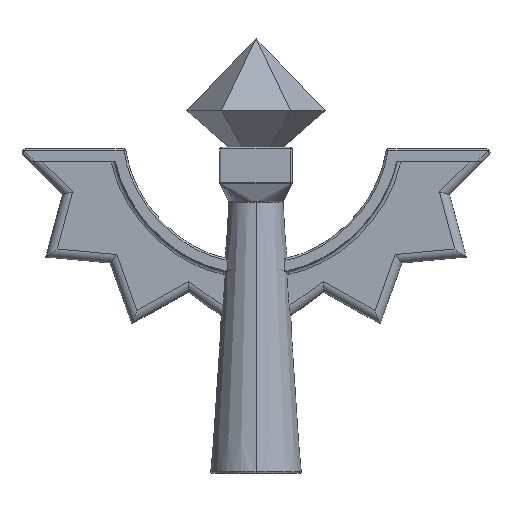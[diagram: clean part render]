
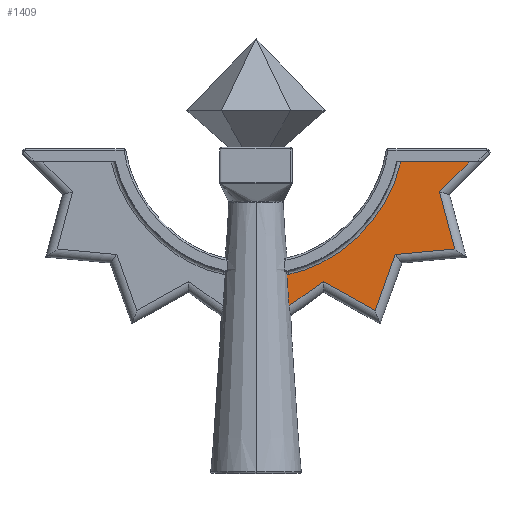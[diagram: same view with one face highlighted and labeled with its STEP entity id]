
A CAD part, top view. The second image highlights one B-rep face of the part: STEP entity #1409.
In plain terms, the highlighted planar face has unit normal (0, 0, 1).
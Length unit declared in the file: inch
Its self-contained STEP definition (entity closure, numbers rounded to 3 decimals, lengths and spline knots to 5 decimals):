
#142 = VECTOR ( 'NONE', #2369, 39.37008 ) ;
#1390 = EDGE_CURVE ( 'NONE', #8715, #8708, #7728, .T. ) ;
#1402 = EDGE_CURVE ( 'NONE', #8713, #8714, #7925, .T. ) ;
#1409 = ADVANCED_FACE ( 'NONE', ( #9845 ), #3423, .F. ) ;
#1417 = EDGE_CURVE ( 'NONE', #8642, #8643, #2942, .T. ) ;
#1513 = EDGE_CURVE ( 'NONE', #8714, #8715, #1864, .T. ) ;
#1649 = EDGE_CURVE ( 'NONE', #8712, #8713, #4986, .T. ) ;
#1664 = EDGE_CURVE ( 'NONE', #8708, #8709, #2976, .T. ) ;
#1665 = EDGE_CURVE ( 'NONE', #8709, #8643, #9208, .T. ) ;
#1702 = EDGE_CURVE ( 'NONE', #8710, #8711, #9427, .T. ) ;
#1707 = EDGE_CURVE ( 'NONE', #8642, #8710, #6011, .T. ) ;
#1864 = LINE ( 'NONE', #1865, #9674 ) ;
#1865 = CARTESIAN_POINT ( 'NONE',  ( 3.19906, 5.90939, 0.25 ) ) ;
#1866 = DIRECTION ( 'NONE',  ( 0.707, 0.707, 0. ) ) ;
#2093 = EDGE_LOOP ( 'NONE', ( #8582, #8592, #8593, #8591, #8589, #8590, #8585, #7466, #8534, #8903 ) ) ;
#2367 = LINE ( 'NONE', #2368, #142 ) ;
#2368 = CARTESIAN_POINT ( 'NONE',  ( 3.89555, 6.19286, 0.25 ) ) ;
#2369 = DIRECTION ( 'NONE',  ( 0.336, 0.942, 0. ) ) ;
#2737 = VECTOR ( 'NONE', #6013, 39.37008 ) ;
#2738 = VECTOR ( 'NONE', #9429, 39.37008 ) ;
#2755 = VECTOR ( 'NONE', #9210, 39.37008 ) ;
#2760 = VECTOR ( 'NONE', #4988, 39.37008 ) ;
#2942 = B_SPLINE_CURVE_WITH_KNOTS ( 'NONE', 3,
 ( #3478, #3479, #3480, #3481 ),
 .UNSPECIFIED., .F., .F.,
 ( 4, 4 ),
 ( 0.06535, 0.08731 ),
 .UNSPECIFIED. ) ;
#2976 = B_SPLINE_CURVE_WITH_KNOTS ( 'NONE', 3,
 ( #5110, #5114, #5115, #9171, #9172, #9173, #9174, #9175, #9176, #9177, #9178, #9179, #9180, #9181, #9182, #9183, #9184, #9185, #9186, #9187, #9188, #9189, #9190, #9191, #9192, #9193, #9194, #9195, #9196, #9197, #9198, #9199, #9200, #9201, #9202, #9203, #9204, #9205, #9206, #9207 ),
 .UNSPECIFIED., .F., .F.,
 ( 4, 2, 2, 2, 2, 2, 2, 2, 2, 2, 2, 2, 2, 2, 2, 2, 2, 2, 2, 4 ),
 ( 0., 0.00184, 0.00367, 0.00735, 0.01469, 0.01836, 0.02204, 0.02938, 0.04408, 0.05142, 0.05509, 0.05877, 0.07346, 0.08081, 0.08448, 0.08815, 0.0955, 0.09917, 0.10284, 0.11753 ),
 .UNSPECIFIED. ) ;
#3423 = PLANE ( 'NONE',  #9846 ) ;
#3424 = CARTESIAN_POINT ( 'NONE',  ( 2.37093, 6.73752, 0.25 ) ) ;
#3425 = DIRECTION ( 'NONE',  ( 0., 0., -1. ) ) ;
#3426 = DIRECTION ( 'NONE',  ( -1., 0., 0. ) ) ;
#3478 = CARTESIAN_POINT ( 'NONE',  ( 0.90839, 4.61747, 0.25 ) ) ;
#3479 = CARTESIAN_POINT ( 'NONE',  ( 0.88852, 4.90492, 0.25 ) ) ;
#3480 = CARTESIAN_POINT ( 'NONE',  ( 0.8686, 5.19236, 0.25 ) ) ;
#3481 = CARTESIAN_POINT ( 'NONE',  ( 0.84862, 5.4798, 0.25 ) ) ;
#3694 = CARTESIAN_POINT ( 'NONE',  ( 0.90839, 4.61747, 0.25 ) ) ;
#3695 = CARTESIAN_POINT ( 'NONE',  ( 0.84862, 5.4798, 0.25 ) ) ;
#3760 = CARTESIAN_POINT ( 'NONE',  ( 3.9913, 8.59341, 0.25 ) ) ;
#3761 = CARTESIAN_POINT ( 'NONE',  ( 0.90512, 5.49107, 0.25 ) ) ;
#3762 = CARTESIAN_POINT ( 'NONE',  ( 1.85177, 5.2949, 0.25 ) ) ;
#3763 = CARTESIAN_POINT ( 'NONE',  ( 3.28684, 4.48897, 0.25 ) ) ;
#3764 = CARTESIAN_POINT ( 'NONE',  ( 3.84056, 6.03893, 0.25 ) ) ;
#3765 = CARTESIAN_POINT ( 'NONE',  ( 5.47931, 6.19213, 0.25 ) ) ;
#3766 = CARTESIAN_POINT ( 'NONE',  ( 5.05718, 7.76752, 0.25 ) ) ;
#3767 = CARTESIAN_POINT ( 'NONE',  ( 5.88308, 8.59341, 0.25 ) ) ;
#4986 = LINE ( 'NONE', #4987, #2760 ) ;
#4987 = CARTESIAN_POINT ( 'NONE',  ( 2.44841, 5.90878, 0.25 ) ) ;
#4988 = DIRECTION ( 'NONE',  ( 0.996, 0.093, 0. ) ) ;
#5110 = CARTESIAN_POINT ( 'NONE',  ( 3.9913, 8.59341, 0.25 ) ) ;
#5114 = CARTESIAN_POINT ( 'NONE',  ( 3.98614, 8.56978, 0.25 ) ) ;
#5115 = CARTESIAN_POINT ( 'NONE',  ( 3.98088, 8.54618, 0.25 ) ) ;
#6011 = LINE ( 'NONE', #6012, #2737 ) ;
#6012 = CARTESIAN_POINT ( 'NONE',  ( 2.87779, 6.03168, 0.25 ) ) ;
#6013 = DIRECTION ( 'NONE',  ( 0.812, 0.583, 0. ) ) ;
#7466 = ORIENTED_EDGE ( 'NONE', *, *, #1402, .T. ) ;
#7728 = LINE ( 'NONE', #7729, #9866 ) ;
#7729 = CARTESIAN_POINT ( 'NONE',  ( 3.89113, 8.59341, 0.25 ) ) ;
#7730 = DIRECTION ( 'NONE',  ( -1., 0., 0. ) ) ;
#7925 = LINE ( 'NONE', #7926, #9849 ) ;
#7926 = CARTESIAN_POINT ( 'NONE',  ( 5.13474, 7.47808, 0.25 ) ) ;
#7927 = DIRECTION ( 'NONE',  ( -0.259, 0.966, 0. ) ) ;
#8534 = ORIENTED_EDGE ( 'NONE', *, *, #1513, .T. ) ;
#8582 = ORIENTED_EDGE ( 'NONE', *, *, #1664, .T. ) ;
#8585 = ORIENTED_EDGE ( 'NONE', *, *, #1649, .T. ) ;
#8589 = ORIENTED_EDGE ( 'NONE', *, *, #1702, .T. ) ;
#8590 = ORIENTED_EDGE ( 'NONE', *, *, #9503, .T. ) ;
#8591 = ORIENTED_EDGE ( 'NONE', *, *, #1707, .T. ) ;
#8592 = ORIENTED_EDGE ( 'NONE', *, *, #1665, .T. ) ;
#8593 = ORIENTED_EDGE ( 'NONE', *, *, #1417, .F. ) ;
#8642 = VERTEX_POINT ( 'NONE', #3694 ) ;
#8643 = VERTEX_POINT ( 'NONE', #3695 ) ;
#8708 = VERTEX_POINT ( 'NONE', #3760 ) ;
#8709 = VERTEX_POINT ( 'NONE', #3761 ) ;
#8710 = VERTEX_POINT ( 'NONE', #3762 ) ;
#8711 = VERTEX_POINT ( 'NONE', #3763 ) ;
#8712 = VERTEX_POINT ( 'NONE', #3764 ) ;
#8713 = VERTEX_POINT ( 'NONE', #3765 ) ;
#8714 = VERTEX_POINT ( 'NONE', #3766 ) ;
#8715 = VERTEX_POINT ( 'NONE', #3767 ) ;
#8903 = ORIENTED_EDGE ( 'NONE', *, *, #1390, .T. ) ;
#9171 = CARTESIAN_POINT ( 'NONE',  ( 3.96977, 8.49916, 0.25 ) ) ;
#9172 = CARTESIAN_POINT ( 'NONE',  ( 3.96399, 8.47572, 0.25 ) ) ;
#9173 = CARTESIAN_POINT ( 'NONE',  ( 3.94596, 8.40561, 0.25 ) ) ;
#9174 = CARTESIAN_POINT ( 'NONE',  ( 3.93304, 8.35915, 0.25 ) ) ;
#9175 = CARTESIAN_POINT ( 'NONE',  ( 3.89158, 8.22061, 0.25 ) ) ;
#9176 = CARTESIAN_POINT ( 'NONE',  ( 3.86036, 8.12936, 0.25 ) ) ;
#9177 = CARTESIAN_POINT ( 'NONE',  ( 3.80828, 7.99411, 0.25 ) ) ;
#9178 = CARTESIAN_POINT ( 'NONE',  ( 3.79002, 7.94924, 0.25 ) ) ;
#9179 = CARTESIAN_POINT ( 'NONE',  ( 3.75201, 7.86057, 0.25 ) ) ;
#9180 = CARTESIAN_POINT ( 'NONE',  ( 3.73224, 7.81673, 0.25 ) ) ;
#9181 = CARTESIAN_POINT ( 'NONE',  ( 3.67071, 7.68661, 0.25 ) ) ;
#9182 = CARTESIAN_POINT ( 'NONE',  ( 3.62673, 7.60176, 0.25 ) ) ;
#9183 = CARTESIAN_POINT ( 'NONE',  ( 3.48636, 7.3526, 0.25 ) ) ;
#9184 = CARTESIAN_POINT ( 'NONE',  ( 3.38156, 7.19367, 0.25 ) ) ;
#9185 = CARTESIAN_POINT ( 'NONE',  ( 3.20831, 6.96554, 0.25 ) ) ;
#9186 = CARTESIAN_POINT ( 'NONE',  ( 3.14787, 6.89121, 0.25 ) ) ;
#9187 = CARTESIAN_POINT ( 'NONE',  ( 3.05318, 6.7823, 0.25 ) ) ;
#9188 = CARTESIAN_POINT ( 'NONE',  ( 3.0209, 6.74638, 0.25 ) ) ;
#9189 = CARTESIAN_POINT ( 'NONE',  ( 2.95519, 6.67564, 0.25 ) ) ;
#9190 = CARTESIAN_POINT ( 'NONE',  ( 2.92182, 6.64089, 0.25 ) ) ;
#9191 = CARTESIAN_POINT ( 'NONE',  ( 2.75251, 6.47016, 0.25 ) ) ;
#9192 = CARTESIAN_POINT ( 'NONE',  ( 2.60912, 6.34322, 0.25 ) ) ;
#9193 = CARTESIAN_POINT ( 'NONE',  ( 2.38237, 6.16698, 0.25 ) ) ;
#9194 = CARTESIAN_POINT ( 'NONE',  ( 2.30484, 6.11059, 0.25 ) ) ;
#9195 = CARTESIAN_POINT ( 'NONE',  ( 2.18539, 6.02984, 0.25 ) ) ;
#9196 = CARTESIAN_POINT ( 'NONE',  ( 2.14505, 6.00356, 0.25 ) ) ;
#9197 = CARTESIAN_POINT ( 'NONE',  ( 2.06328, 5.95233, 0.25 ) ) ;
#9198 = CARTESIAN_POINT ( 'NONE',  ( 2.02182, 5.92738, 0.25 ) ) ;
#9199 = CARTESIAN_POINT ( 'NONE',  ( 1.89636, 5.85493, 0.25 ) ) ;
#9200 = CARTESIAN_POINT ( 'NONE',  ( 1.81107, 5.80973, 0.25 ) ) ;
#9201 = CARTESIAN_POINT ( 'NONE',  ( 1.68048, 5.74688, 0.25 ) ) ;
#9202 = CARTESIAN_POINT ( 'NONE',  ( 1.63649, 5.72674, 0.25 ) ) ;
#9203 = CARTESIAN_POINT ( 'NONE',  ( 1.54801, 5.68836, 0.25 ) ) ;
#9204 = CARTESIAN_POINT ( 'NONE',  ( 1.50346, 5.67008, 0.25 ) ) ;
#9205 = CARTESIAN_POINT ( 'NONE',  ( 1.2792, 5.58336, 0.25 ) ) ;
#9206 = CARTESIAN_POINT ( 'NONE',  ( 1.09489, 5.52891, 0.25 ) ) ;
#9207 = CARTESIAN_POINT ( 'NONE',  ( 0.90512, 5.49107, 0.25 ) ) ;
#9208 = LINE ( 'NONE', #9209, #2755 ) ;
#9209 = CARTESIAN_POINT ( 'NONE',  ( 0.86119, 5.48231, 0.25 ) ) ;
#9210 = DIRECTION ( 'NONE',  ( -0.981, -0.196, 0. ) ) ;
#9427 = LINE ( 'NONE', #9428, #2738 ) ;
#9428 = CARTESIAN_POINT ( 'NONE',  ( 1.63054, 5.41914, 0.25 ) ) ;
#9429 = DIRECTION ( 'NONE',  ( 0.872, -0.49, 0. ) ) ;
#9503 = EDGE_CURVE ( 'NONE', #8711, #8712, #2367, .T. ) ;
#9674 = VECTOR ( 'NONE', #1866, 39.37008 ) ;
#9845 = FACE_OUTER_BOUND ( 'NONE', #2093, .T. ) ;
#9846 = AXIS2_PLACEMENT_3D ( 'NONE', #3424, #3425, #3426 ) ;
#9849 = VECTOR ( 'NONE', #7927, 39.37008 ) ;
#9866 = VECTOR ( 'NONE', #7730, 39.37008 ) ;
